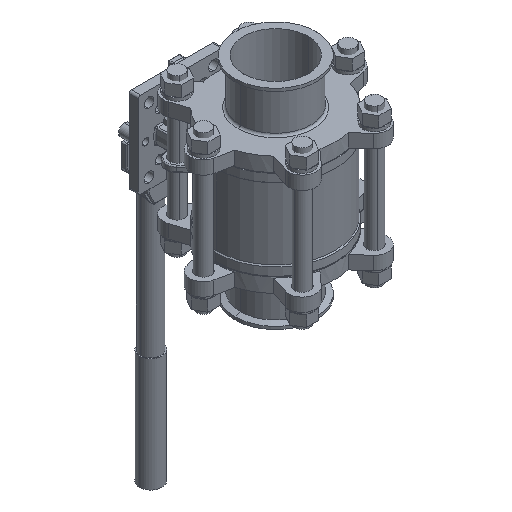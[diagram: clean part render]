
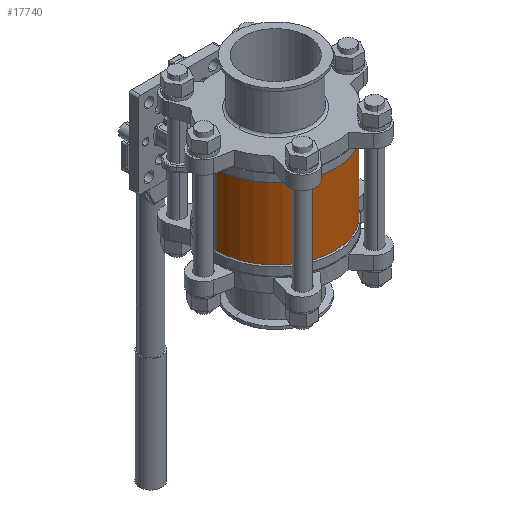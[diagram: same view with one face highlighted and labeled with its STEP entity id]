
A CAD part, isometric view. The second image highlights one B-rep face of the part: STEP entity #17740.
In plain terms, the highlighted cylindrical face has radius 65.913 mm (diameter 131.826 mm), a partial arc.
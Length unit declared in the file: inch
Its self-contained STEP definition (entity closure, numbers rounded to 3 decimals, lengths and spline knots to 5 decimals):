
#191 = CARTESIAN_POINT ( 'NONE',  ( 0., 0., 1.561 ) ) ;
#700 = CARTESIAN_POINT ( 'NONE',  ( -2.595, 0., 0. ) ) ;
#1061 = EDGE_LOOP ( 'NONE', ( #15313, #20460, #17117, #13854 ) ) ;
#1181 = AXIS2_PLACEMENT_3D ( 'NONE', #20921, #23382, #13555 ) ;
#2641 = DIRECTION ( 'NONE',  ( 1., 0., 0. ) ) ;
#3487 = CARTESIAN_POINT ( 'NONE',  ( -2.595, 0., -1.561 ) ) ;
#3833 = CARTESIAN_POINT ( 'NONE',  ( 0., 0., -1.561 ) ) ;
#3963 = VERTEX_POINT ( 'NONE', #4230 ) ;
#4230 = CARTESIAN_POINT ( 'NONE',  ( -2.595, 0., 1.561 ) ) ;
#5141 = EDGE_CURVE ( 'NONE', #12031, #20410, #30090, .T. ) ;
#5797 = VECTOR ( 'NONE', #11902, 39.37008 ) ;
#6295 = DIRECTION ( 'NONE',  ( 1., 0., 0. ) ) ;
#8091 = DIRECTION ( 'NONE',  ( 0., 0., 1. ) ) ;
#9910 = FACE_OUTER_BOUND ( 'NONE', #1061, .T. ) ;
#10905 = AXIS2_PLACEMENT_3D ( 'NONE', #191, #17279, #2641 ) ;
#11902 = DIRECTION ( 'NONE',  ( 0., 0., 1. ) ) ;
#12031 = VERTEX_POINT ( 'NONE', #3487 ) ;
#13555 = DIRECTION ( 'NONE',  ( 1., 0., 0. ) ) ;
#13854 = ORIENTED_EDGE ( 'NONE', *, *, #21997, .F. ) ;
#14443 = AXIS2_PLACEMENT_3D ( 'NONE', #3833, #20933, #6295 ) ;
#14697 = CIRCLE ( 'NONE', #10905, 2.595 ) ;
#15174 = EDGE_CURVE ( 'NONE', #20410, #28849, #24527, .T. ) ;
#15313 = ORIENTED_EDGE ( 'NONE', *, *, #19863, .F. ) ;
#17117 = ORIENTED_EDGE ( 'NONE', *, *, #15174, .T. ) ;
#17279 = DIRECTION ( 'NONE',  ( 0., 0., 1. ) ) ;
#17740 = ADVANCED_FACE ( 'NONE', ( #9910 ), #28610, .T. ) ;
#19062 = CARTESIAN_POINT ( 'NONE',  ( 2.595, 0., 1.561 ) ) ;
#19863 = EDGE_CURVE ( 'NONE', #12031, #3963, #26663, .T. ) ;
#20156 = VECTOR ( 'NONE', #8091, 39.37008 ) ;
#20410 = VERTEX_POINT ( 'NONE', #28180 ) ;
#20460 = ORIENTED_EDGE ( 'NONE', *, *, #5141, .T. ) ;
#20921 = CARTESIAN_POINT ( 'NONE',  ( 0., 0., 0. ) ) ;
#20933 = DIRECTION ( 'NONE',  ( 0., 0., 1. ) ) ;
#21997 = EDGE_CURVE ( 'NONE', #3963, #28849, #14697, .T. ) ;
#23382 = DIRECTION ( 'NONE',  ( 0., 0., 1. ) ) ;
#24527 = LINE ( 'NONE', #26510, #5797 ) ;
#26510 = CARTESIAN_POINT ( 'NONE',  ( 2.595, 0., 0. ) ) ;
#26663 = LINE ( 'NONE', #700, #20156 ) ;
#28180 = CARTESIAN_POINT ( 'NONE',  ( 2.595, 0., -1.561 ) ) ;
#28610 = CYLINDRICAL_SURFACE ( 'NONE', #1181, 2.595 ) ;
#28849 = VERTEX_POINT ( 'NONE', #19062 ) ;
#30090 = CIRCLE ( 'NONE', #14443, 2.595 ) ;
